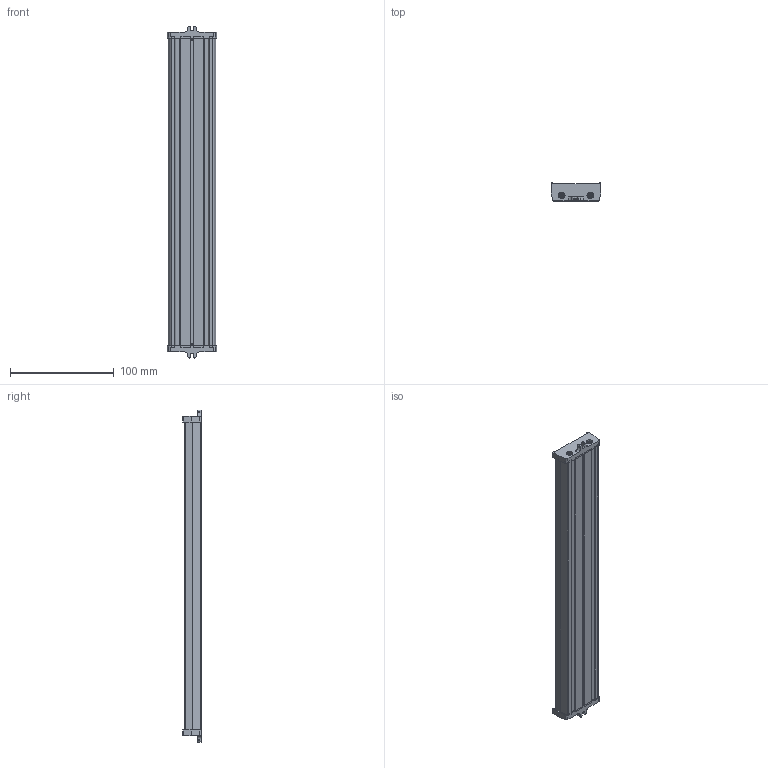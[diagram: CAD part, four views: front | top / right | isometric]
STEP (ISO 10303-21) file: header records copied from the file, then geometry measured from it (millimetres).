
FILE_DESCRIPTION (( 'STEP AP214' ), '1' );
FILE_NAME ('PHMCP-300.STEP', '2022-01-27T07:07:45', ( '' ), ( '' ), 'SwSTEP 2.0', 'SolidWorks 2017', '' );
FILE_SCHEMA (( 'AUTOMOTIVE_DESIGN' ));
Length unit declared in the file: millimetre
Products named in the file (13): PHMCP-300; PHME_PHME-50; PHMP; PHME; PCB-42; Side Screw; PCB-42_PCB-42-50
Assembly tree (8 placements, depth 2):
  PHMCP-300
    PHME_PHME-50
    PCB-42_PCB-42-50
    PHMP  x2
    Side Screw  x4
  PHMP
  PHME
  PCB-42
  PHMP
Bounding box: 48.2 x 17.6 x 320.2 mm (x, y, z)
Volume: 70667.7 mm3; surface area: 104673 mm2
Topology: 8 solids, 8 shells, 444 faces, 1194 edges, 782 vertices
Faces by surface type: plane 282, cylinder 114, cone 20, bspline 16, torus 12
Entity records: 8489 total; most frequent: CARTESIAN_POINT 1641, ORIENTED_EDGE 1398, DIRECTION 1337, EDGE_CURVE 699, LINE 517, VECTOR 517, VERTEX_POINT 462, AXIS2_PLACEMENT_3D 410
